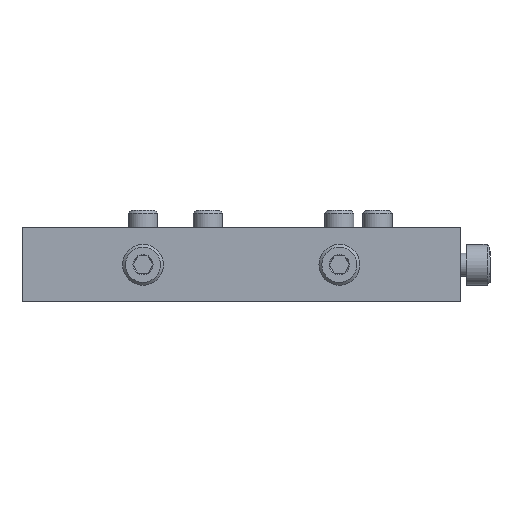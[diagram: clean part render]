
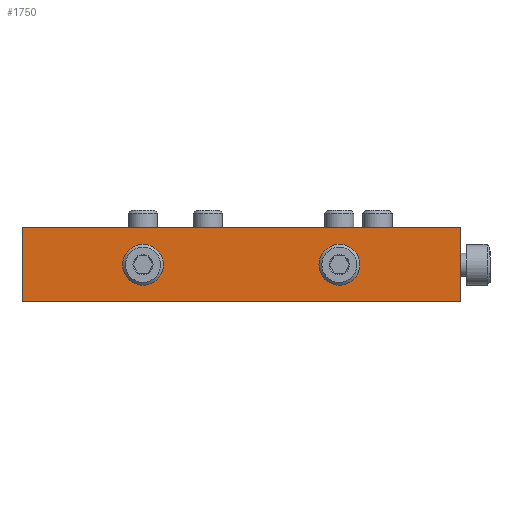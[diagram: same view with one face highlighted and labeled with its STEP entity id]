
A CAD part, front view. The second image highlights one B-rep face of the part: STEP entity #1750.
In plain terms, the highlighted planar face has unit normal (0, -1, 0).
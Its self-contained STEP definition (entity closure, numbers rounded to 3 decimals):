
#1432=FACE_BOUND('',#2172,.T.);
#1433=FACE_BOUND('',#2173,.T.);
#1434=FACE_BOUND('',#2174,.T.);
#1610=CIRCLE('',#4444,1.65);
#1611=CIRCLE('',#4445,1.65);
#1750=ADVANCED_FACE('',(#1432,#1433,#1434),#1942,.F.);
#1942=PLANE('',#4446);
#2172=EDGE_LOOP('',(#2502));
#2173=EDGE_LOOP('',(#2503));
#2174=EDGE_LOOP('',(#2504,#2505,#2506,#2507));
#2502=ORIENTED_EDGE('',*,*,#3633,.T.);
#2503=ORIENTED_EDGE('',*,*,#3634,.T.);
#2504=ORIENTED_EDGE('',*,*,#3635,.T.);
#2505=ORIENTED_EDGE('',*,*,#3636,.F.);
#2506=ORIENTED_EDGE('',*,*,#3611,.F.);
#2507=ORIENTED_EDGE('',*,*,#3631,.T.);
#3315=VERTEX_POINT('',#5806);
#3316=VERTEX_POINT('',#5808);
#3335=VERTEX_POINT('',#5847);
#3336=VERTEX_POINT('',#5852);
#3337=VERTEX_POINT('',#5854);
#3338=VERTEX_POINT('',#5856);
#3611=EDGE_CURVE('',#3315,#3316,#4011,.T.);
#3631=EDGE_CURVE('',#3315,#3335,#4023,.T.);
#3633=EDGE_CURVE('',#3336,#3336,#1610,.T.);
#3634=EDGE_CURVE('',#3337,#3337,#1611,.T.);
#3635=EDGE_CURVE('',#3335,#3338,#4025,.T.);
#3636=EDGE_CURVE('',#3316,#3338,#4026,.T.);
#4011=LINE('',#5807,#4219);
#4023=LINE('',#5848,#4231);
#4025=LINE('',#5855,#4233);
#4026=LINE('',#5857,#4234);
#4219=VECTOR('',#4847,1.);
#4231=VECTOR('',#4877,1.);
#4233=VECTOR('',#4885,1.);
#4234=VECTOR('',#4886,1.);
#4444=AXIS2_PLACEMENT_3D('',#5851,#4881,#4882);
#4445=AXIS2_PLACEMENT_3D('',#5853,#4883,#4884);
#4446=AXIS2_PLACEMENT_3D('',#5858,#4887,#4888);
#4847=DIRECTION('',(1.,0.,0.));
#4877=DIRECTION('',(0.,0.,-1.));
#4881=DIRECTION('',(0.,1.,0.));
#4882=DIRECTION('',(0.,0.,1.));
#4883=DIRECTION('',(0.,1.,0.));
#4884=DIRECTION('',(0.,0.,1.));
#4885=DIRECTION('',(1.,0.,0.));
#4886=DIRECTION('',(0.,0.,-1.));
#4887=DIRECTION('',(0.,1.,0.));
#4888=DIRECTION('',(0.,0.,1.));
#5806=CARTESIAN_POINT('',(-37.5,-36.,12.7));
#5807=CARTESIAN_POINT('',(-37.5,-36.,12.7));
#5808=CARTESIAN_POINT('',(37.5,-36.,12.7));
#5847=CARTESIAN_POINT('',(-37.5,-36.,0.));
#5848=CARTESIAN_POINT('',(-37.5,-36.,12.7));
#5851=CARTESIAN_POINT('',(16.797,-36.,6.35));
#5852=CARTESIAN_POINT('',(16.797,-36.,8.));
#5853=CARTESIAN_POINT('',(-16.797,-36.,6.35));
#5854=CARTESIAN_POINT('',(-16.797,-36.,8.));
#5855=CARTESIAN_POINT('',(-37.5,-36.,0.));
#5856=CARTESIAN_POINT('',(37.5,-36.,0.));
#5857=CARTESIAN_POINT('',(37.5,-36.,12.7));
#5858=CARTESIAN_POINT('',(-37.5,-36.,12.7));
